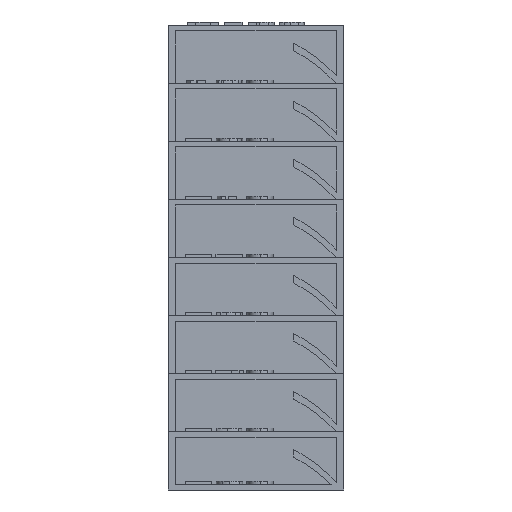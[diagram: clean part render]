
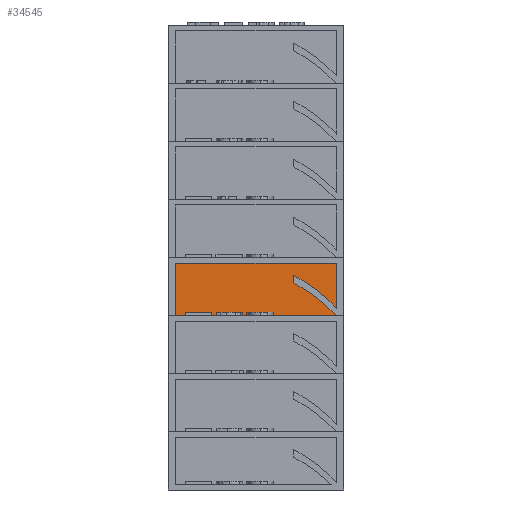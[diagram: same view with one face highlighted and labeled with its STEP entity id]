
A CAD part, front view. The second image highlights one B-rep face of the part: STEP entity #34545.
In plain terms, the highlighted planar face has unit normal (0, -1, 0).
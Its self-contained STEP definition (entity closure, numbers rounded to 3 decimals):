
#33602 = PLANE('',#33603);
#33603 = AXIS2_PLACEMENT_3D('',#33604,#33605,#33606);
#33604 = CARTESIAN_POINT('',(0.,2.331,29.7));
#33605 = DIRECTION('',(0.,0.,1.));
#33606 = DIRECTION('',(1.,0.,0.));
#33739 = VERTEX_POINT('',#33740);
#33740 = CARTESIAN_POINT('',(13.7,3.7,29.7));
#33754 = PLANE('',#33755);
#33755 = AXIS2_PLACEMENT_3D('',#33756,#33757,#33758);
#33756 = CARTESIAN_POINT('',(13.7,-5.,29.7));
#33757 = DIRECTION('',(-1.,0.,0.));
#33758 = DIRECTION('',(0.,1.,0.));
#33766 = EDGE_CURVE('',#33739,#33767,#33769,.T.);
#33767 = VERTEX_POINT('',#33768);
#33768 = CARTESIAN_POINT('',(-13.7,3.7,29.7));
#33769 = SURFACE_CURVE('',#33770,(#33774,#33781),.PCURVE_S1.);
#33770 = LINE('',#33771,#33772);
#33771 = CARTESIAN_POINT('',(13.7,3.7,29.7));
#33772 = VECTOR('',#33773,1.);
#33773 = DIRECTION('',(-1.,0.,0.));
#33774 = PCURVE('',#33602,#33775);
#33775 = DEFINITIONAL_REPRESENTATION('',(#33776),#33780);
#33776 = LINE('',#33777,#33778);
#33777 = CARTESIAN_POINT('',(13.7,1.369));
#33778 = VECTOR('',#33779,1.);
#33779 = DIRECTION('',(-1.,0.));
#33780 = ( GEOMETRIC_REPRESENTATION_CONTEXT(2) 
PARAMETRIC_REPRESENTATION_CONTEXT() REPRESENTATION_CONTEXT('2D SPACE',''
  ) );
#33781 = PCURVE('',#33782,#33787);
#33782 = PLANE('',#33783);
#33783 = AXIS2_PLACEMENT_3D('',#33784,#33785,#33786);
#33784 = CARTESIAN_POINT('',(13.7,3.7,29.7));
#33785 = DIRECTION('',(0.,-1.,0.));
#33786 = DIRECTION('',(-1.,0.,0.));
#33787 = DEFINITIONAL_REPRESENTATION('',(#33788),#33792);
#33788 = LINE('',#33789,#33790);
#33789 = CARTESIAN_POINT('',(0.,-0.));
#33790 = VECTOR('',#33791,1.);
#33791 = DIRECTION('',(1.,0.));
#33792 = ( GEOMETRIC_REPRESENTATION_CONTEXT(2) 
PARAMETRIC_REPRESENTATION_CONTEXT() REPRESENTATION_CONTEXT('2D SPACE',''
  ) );
#33810 = PLANE('',#33811);
#33811 = AXIS2_PLACEMENT_3D('',#33812,#33813,#33814);
#33812 = CARTESIAN_POINT('',(-13.7,3.7,29.7));
#33813 = DIRECTION('',(1.,0.,0.));
#33814 = DIRECTION('',(0.,-1.,0.));
#34095 = PLANE('',#34096);
#34096 = AXIS2_PLACEMENT_3D('',#34097,#34098,#34099);
#34097 = CARTESIAN_POINT('',(0.,0.,38.7));
#34098 = DIRECTION('',(0.,0.,1.));
#34099 = DIRECTION('',(1.,0.,0.));
#34502 = VERTEX_POINT('',#34503);
#34503 = CARTESIAN_POINT('',(13.7,3.7,38.7));
#34524 = EDGE_CURVE('',#33739,#34502,#34525,.T.);
#34525 = SURFACE_CURVE('',#34526,(#34530,#34537),.PCURVE_S1.);
#34526 = LINE('',#34527,#34528);
#34527 = CARTESIAN_POINT('',(13.7,3.7,29.7));
#34528 = VECTOR('',#34529,1.);
#34529 = DIRECTION('',(0.,0.,1.));
#34530 = PCURVE('',#33754,#34531);
#34531 = DEFINITIONAL_REPRESENTATION('',(#34532),#34536);
#34532 = LINE('',#34533,#34534);
#34533 = CARTESIAN_POINT('',(8.7,0.));
#34534 = VECTOR('',#34535,1.);
#34535 = DIRECTION('',(0.,-1.));
#34536 = ( GEOMETRIC_REPRESENTATION_CONTEXT(2) 
PARAMETRIC_REPRESENTATION_CONTEXT() REPRESENTATION_CONTEXT('2D SPACE',''
  ) );
#34537 = PCURVE('',#33782,#34538);
#34538 = DEFINITIONAL_REPRESENTATION('',(#34539),#34543);
#34539 = LINE('',#34540,#34541);
#34540 = CARTESIAN_POINT('',(0.,-0.));
#34541 = VECTOR('',#34542,1.);
#34542 = DIRECTION('',(0.,-1.));
#34543 = ( GEOMETRIC_REPRESENTATION_CONTEXT(2) 
PARAMETRIC_REPRESENTATION_CONTEXT() REPRESENTATION_CONTEXT('2D SPACE',''
  ) );
#34545 = ADVANCED_FACE('',(#34546),#33782,.T.);
#34546 = FACE_BOUND('',#34547,.T.);
#34547 = EDGE_LOOP('',(#34548,#34549,#34550,#34573));
#34548 = ORIENTED_EDGE('',*,*,#33766,.F.);
#34549 = ORIENTED_EDGE('',*,*,#34524,.T.);
#34550 = ORIENTED_EDGE('',*,*,#34551,.T.);
#34551 = EDGE_CURVE('',#34502,#34552,#34554,.T.);
#34552 = VERTEX_POINT('',#34553);
#34553 = CARTESIAN_POINT('',(-13.7,3.7,38.7));
#34554 = SURFACE_CURVE('',#34555,(#34559,#34566),.PCURVE_S1.);
#34555 = LINE('',#34556,#34557);
#34556 = CARTESIAN_POINT('',(6.85,3.7,38.7));
#34557 = VECTOR('',#34558,1.);
#34558 = DIRECTION('',(-1.,0.,0.));
#34559 = PCURVE('',#33782,#34560);
#34560 = DEFINITIONAL_REPRESENTATION('',(#34561),#34565);
#34561 = LINE('',#34562,#34563);
#34562 = CARTESIAN_POINT('',(6.85,-9.));
#34563 = VECTOR('',#34564,1.);
#34564 = DIRECTION('',(1.,0.));
#34565 = ( GEOMETRIC_REPRESENTATION_CONTEXT(2) 
PARAMETRIC_REPRESENTATION_CONTEXT() REPRESENTATION_CONTEXT('2D SPACE',''
  ) );
#34566 = PCURVE('',#34095,#34567);
#34567 = DEFINITIONAL_REPRESENTATION('',(#34568),#34572);
#34568 = LINE('',#34569,#34570);
#34569 = CARTESIAN_POINT('',(6.85,3.7));
#34570 = VECTOR('',#34571,1.);
#34571 = DIRECTION('',(-1.,0.));
#34572 = ( GEOMETRIC_REPRESENTATION_CONTEXT(2) 
PARAMETRIC_REPRESENTATION_CONTEXT() REPRESENTATION_CONTEXT('2D SPACE',''
  ) );
#34573 = ORIENTED_EDGE('',*,*,#34574,.F.);
#34574 = EDGE_CURVE('',#33767,#34552,#34575,.T.);
#34575 = SURFACE_CURVE('',#34576,(#34580,#34587),.PCURVE_S1.);
#34576 = LINE('',#34577,#34578);
#34577 = CARTESIAN_POINT('',(-13.7,3.7,29.7));
#34578 = VECTOR('',#34579,1.);
#34579 = DIRECTION('',(0.,0.,1.));
#34580 = PCURVE('',#33782,#34581);
#34581 = DEFINITIONAL_REPRESENTATION('',(#34582),#34586);
#34582 = LINE('',#34583,#34584);
#34583 = CARTESIAN_POINT('',(27.4,0.));
#34584 = VECTOR('',#34585,1.);
#34585 = DIRECTION('',(0.,-1.));
#34586 = ( GEOMETRIC_REPRESENTATION_CONTEXT(2) 
PARAMETRIC_REPRESENTATION_CONTEXT() REPRESENTATION_CONTEXT('2D SPACE',''
  ) );
#34587 = PCURVE('',#33810,#34588);
#34588 = DEFINITIONAL_REPRESENTATION('',(#34589),#34593);
#34589 = LINE('',#34590,#34591);
#34590 = CARTESIAN_POINT('',(0.,0.));
#34591 = VECTOR('',#34592,1.);
#34592 = DIRECTION('',(0.,-1.));
#34593 = ( GEOMETRIC_REPRESENTATION_CONTEXT(2) 
PARAMETRIC_REPRESENTATION_CONTEXT() REPRESENTATION_CONTEXT('2D SPACE',''
  ) );
